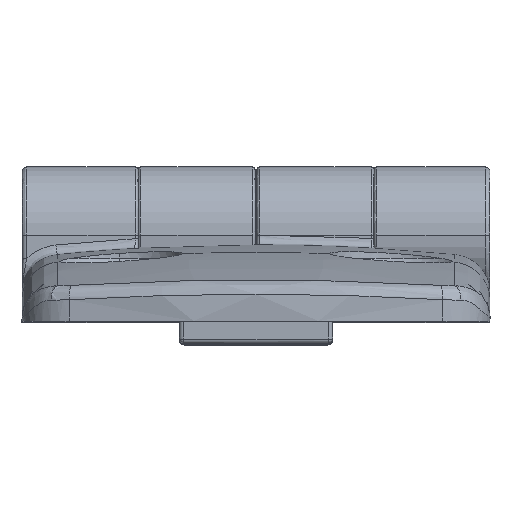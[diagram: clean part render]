
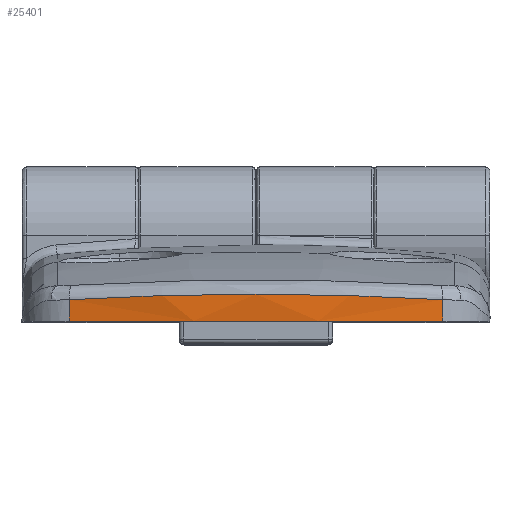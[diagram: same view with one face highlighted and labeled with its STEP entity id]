
A CAD part, top view. The second image highlights one B-rep face of the part: STEP entity #25401.
In plain terms, the highlighted cylindrical face has radius 100 mm (diameter 200 mm), a partial arc.
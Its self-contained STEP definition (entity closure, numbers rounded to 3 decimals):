
#1298 = VECTOR ( 'NONE', #13690, 1000. ) ;
#1340 = CARTESIAN_POINT ( 'NONE',  ( 19.149, 2.194, 55.65 ) ) ;
#1724 = CARTESIAN_POINT ( 'NONE',  ( -19.149, 15.9, 55.649 ) ) ;
#2120 = CARTESIAN_POINT ( 'NONE',  ( 19.149, 2.194, 55.65 ) ) ;
#2191 = DIRECTION ( 'NONE',  ( 0., -1., 0. ) ) ;
#2453 = CARTESIAN_POINT ( 'NONE',  ( 12.835, 2.565, 56.881 ) ) ;
#2553 = AXIS2_PLACEMENT_3D ( 'NONE', #5952, #2191, #10342 ) ;
#4057 = CIRCLE ( 'NONE', #7728, 100. ) ;
#4248 = EDGE_CURVE ( 'NONE', #6289, #10146, #20413, .T. ) ;
#4300 = CARTESIAN_POINT ( 'NONE',  ( 0., 2.751, 57.5 ) ) ;
#5072 = VERTEX_POINT ( 'NONE', #14829 ) ;
#5305 = CARTESIAN_POINT ( 'NONE',  ( -6.413, 2.751, 57.5 ) ) ;
#5796 = B_SPLINE_CURVE_WITH_KNOTS ( 'NONE', 3,
 ( #6972, #5305, #20941, #24707 ),
 .UNSPECIFIED., .F., .F.,
 ( 4, 4 ),
 ( 0., 1. ),
 .UNSPECIFIED. ) ;
#5952 = CARTESIAN_POINT ( 'NONE',  ( 0., 7.9, -42.5 ) ) ;
#6289 = VERTEX_POINT ( 'NONE', #20596 ) ;
#6436 = EDGE_CURVE ( 'NONE', #19027, #10146, #5796, .T. ) ;
#6972 = CARTESIAN_POINT ( 'NONE',  ( 0., 2.751, 57.5 ) ) ;
#7527 = CARTESIAN_POINT ( 'NONE',  ( 0., 0., -42.5 ) ) ;
#7728 = AXIS2_PLACEMENT_3D ( 'NONE', #7527, #21316, #9480 ) ;
#8129 = CARTESIAN_POINT ( 'NONE',  ( 6.413, 2.751, 57.5 ) ) ;
#9480 = DIRECTION ( 'NONE',  ( 1., 0., 0. ) ) ;
#9793 = DIRECTION ( 'NONE',  ( 0., 1., 0. ) ) ;
#10146 = VERTEX_POINT ( 'NONE', #23631 ) ;
#10342 = DIRECTION ( 'NONE',  ( 1., 0., 0. ) ) ;
#11759 = FACE_OUTER_BOUND ( 'NONE', #18537, .T. ) ;
#12768 = VERTEX_POINT ( 'NONE', #1340 ) ;
#13690 = DIRECTION ( 'NONE',  ( 0., 1., 0. ) ) ;
#14829 = CARTESIAN_POINT ( 'NONE',  ( 19.149, 0., 55.649 ) ) ;
#15170 = VECTOR ( 'NONE', #9793, 1000. ) ;
#16232 = ORIENTED_EDGE ( 'NONE', *, *, #24424, .F. ) ;
#17454 = ORIENTED_EDGE ( 'NONE', *, *, #19985, .T. ) ;
#18537 = EDGE_LOOP ( 'NONE', ( #25591, #20576, #25092, #16232, #17454 ) ) ;
#19027 = VERTEX_POINT ( 'NONE', #23255 ) ;
#19985 = EDGE_CURVE ( 'NONE', #5072, #12768, #20829, .T. ) ;
#20413 = LINE ( 'NONE', #1724, #15170 ) ;
#20576 = ORIENTED_EDGE ( 'NONE', *, *, #6436, .T. ) ;
#20596 = CARTESIAN_POINT ( 'NONE',  ( -19.149, 0., 55.649 ) ) ;
#20829 = LINE ( 'NONE', #21555, #1298 ) ;
#20941 = CARTESIAN_POINT ( 'NONE',  ( -12.836, 2.565, 56.881 ) ) ;
#21316 = DIRECTION ( 'NONE',  ( 0., -1., 0. ) ) ;
#21555 = CARTESIAN_POINT ( 'NONE',  ( 19.149, 7.9, 55.649 ) ) ;
#23209 = CYLINDRICAL_SURFACE ( 'NONE', #2553, 100. ) ;
#23255 = CARTESIAN_POINT ( 'NONE',  ( 0., 2.751, 57.5 ) ) ;
#23631 = CARTESIAN_POINT ( 'NONE',  ( -19.149, 2.194, 55.65 ) ) ;
#24424 = EDGE_CURVE ( 'NONE', #5072, #6289, #4057, .T. ) ;
#24707 = CARTESIAN_POINT ( 'NONE',  ( -19.149, 2.194, 55.65 ) ) ;
#24816 = B_SPLINE_CURVE_WITH_KNOTS ( 'NONE', 3,
 ( #2120, #2453, #8129, #4300 ),
 .UNSPECIFIED., .F., .F.,
 ( 4, 4 ),
 ( 0., 1. ),
 .UNSPECIFIED. ) ;
#24873 = EDGE_CURVE ( 'NONE', #12768, #19027, #24816, .T. ) ;
#25092 = ORIENTED_EDGE ( 'NONE', *, *, #4248, .F. ) ;
#25401 = ADVANCED_FACE ( 'NONE', ( #11759 ), #23209, .T. ) ;
#25591 = ORIENTED_EDGE ( 'NONE', *, *, #24873, .T. ) ;
